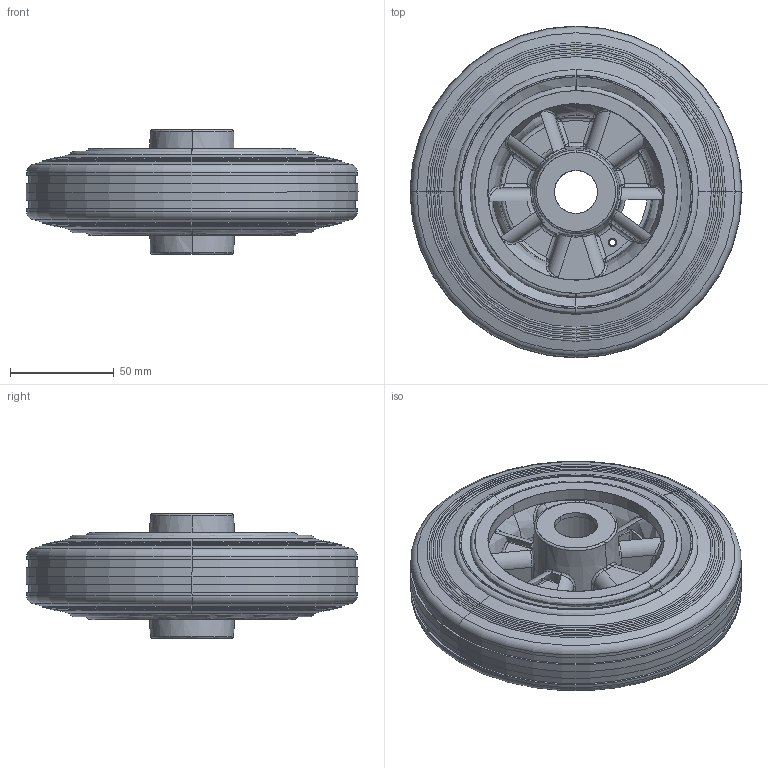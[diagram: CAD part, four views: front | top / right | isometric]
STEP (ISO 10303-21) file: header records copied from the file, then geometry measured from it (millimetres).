
FILE_DESCRIPTION (( 'STEP AP214' ), '1' );
FILE_NAME ('0013198_SGK-160-40-60-R20-grau.STEP', '2017-05-08T13:37:49', ( '' ), ( '' ), 'SwSTEP 2.0', 'SolidWorks 2016', '' );
FILE_SCHEMA (( 'AUTOMOTIVE_DESIGN' ));
Length unit declared in the file: millimetre
Products named in the file (1): 0013198_SGK-160-40-60-R20-grau
Bounding box: 160 x 160 x 60 mm (x, y, z)
Surface area: 96238.8 mm2 (no closed solid volume)
Topology: 0 solids, 340 shells, 416 faces, 1748 edges, 1673 vertices
Faces by surface type: bspline 236, cylinder 61, plane 51, cone 48, torus 20
Entity records: 46796 total; most frequent: CARTESIAN_POINT 31349, ORIENTED_EDGE 1880, EDGE_CURVE 1746, VERTEX_POINT 1673, DIRECTION 1321, B_SPLINE_CURVE_WITH_KNOTS 1070, AXIS2_PLACEMENT_3D 550, EDGE_LOOP 429
